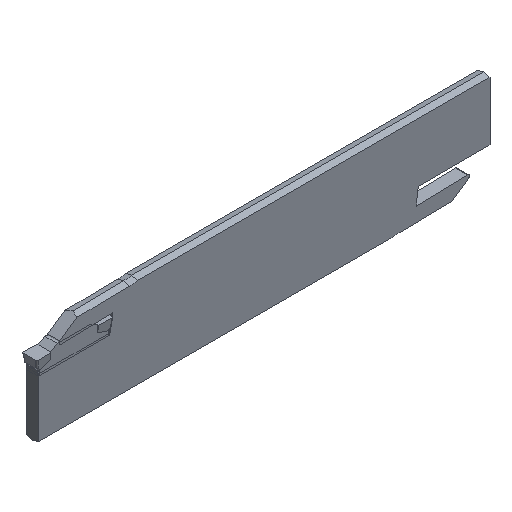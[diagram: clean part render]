
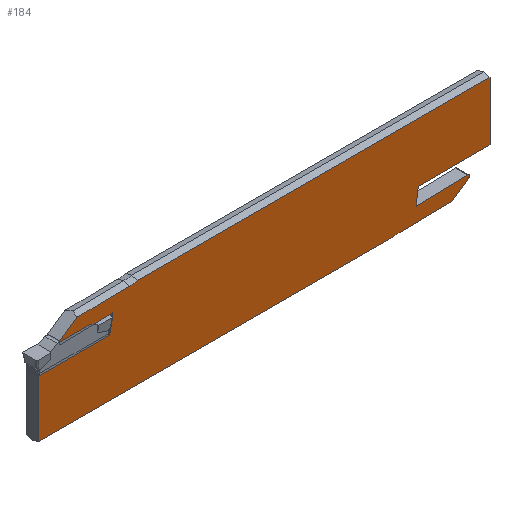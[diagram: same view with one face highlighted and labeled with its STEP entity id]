
A CAD part, isometric view. The second image highlights one B-rep face of the part: STEP entity #184.
In plain terms, the highlighted planar face has unit normal (0, -1, 0).
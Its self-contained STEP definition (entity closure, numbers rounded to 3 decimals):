
#128=CIRCLE('',#1453,25.534);
#129=CIRCLE('',#1454,0.6);
#130=CIRCLE('',#1455,25.534);
#131=CIRCLE('',#1456,0.6);
#184=ADVANCED_FACE('',(#304),#238,.T.);
#238=PLANE('',#1457);
#304=FACE_OUTER_BOUND('',#376,.T.);
#376=EDGE_LOOP('',(#650,#651,#652,#653,#654,#655,#656,#657,#658,#659,#660,
#661,#662,#663,#664,#665,#666,#667));
#650=ORIENTED_EDGE('',*,*,#1034,.T.);
#651=ORIENTED_EDGE('',*,*,#1035,.T.);
#652=ORIENTED_EDGE('',*,*,#1036,.T.);
#653=ORIENTED_EDGE('',*,*,#1037,.F.);
#654=ORIENTED_EDGE('',*,*,#1038,.T.);
#655=ORIENTED_EDGE('',*,*,#1039,.T.);
#656=ORIENTED_EDGE('',*,*,#1040,.T.);
#657=ORIENTED_EDGE('',*,*,#1041,.T.);
#658=ORIENTED_EDGE('',*,*,#1042,.T.);
#659=ORIENTED_EDGE('',*,*,#1043,.T.);
#660=ORIENTED_EDGE('',*,*,#1044,.F.);
#661=ORIENTED_EDGE('',*,*,#1045,.F.);
#662=ORIENTED_EDGE('',*,*,#1046,.F.);
#663=ORIENTED_EDGE('',*,*,#1047,.T.);
#664=ORIENTED_EDGE('',*,*,#1048,.T.);
#665=ORIENTED_EDGE('',*,*,#1049,.T.);
#666=ORIENTED_EDGE('',*,*,#1050,.T.);
#667=ORIENTED_EDGE('',*,*,#1051,.T.);
#866=VERTEX_POINT('',#2257);
#867=VERTEX_POINT('',#2258);
#868=VERTEX_POINT('',#2260);
#869=VERTEX_POINT('',#2262);
#870=VERTEX_POINT('',#2264);
#871=VERTEX_POINT('',#2266);
#872=VERTEX_POINT('',#2268);
#873=VERTEX_POINT('',#2270);
#874=VERTEX_POINT('',#2272);
#875=VERTEX_POINT('',#2274);
#876=VERTEX_POINT('',#2276);
#877=VERTEX_POINT('',#2278);
#878=VERTEX_POINT('',#2280);
#879=VERTEX_POINT('',#2282);
#880=VERTEX_POINT('',#2284);
#881=VERTEX_POINT('',#2286);
#882=VERTEX_POINT('',#2288);
#883=VERTEX_POINT('',#2290);
#1034=EDGE_CURVE('',#866,#867,#1182,.T.);
#1035=EDGE_CURVE('',#867,#868,#1183,.T.);
#1036=EDGE_CURVE('',#868,#869,#1184,.T.);
#1037=EDGE_CURVE('',#870,#869,#128,.T.);
#1038=EDGE_CURVE('',#870,#871,#1185,.T.);
#1039=EDGE_CURVE('',#871,#872,#1186,.T.);
#1040=EDGE_CURVE('',#872,#873,#129,.T.);
#1041=EDGE_CURVE('',#873,#874,#1187,.T.);
#1042=EDGE_CURVE('',#874,#875,#1188,.T.);
#1043=EDGE_CURVE('',#875,#876,#1189,.T.);
#1044=EDGE_CURVE('',#877,#876,#1190,.T.);
#1045=EDGE_CURVE('',#878,#877,#1191,.T.);
#1046=EDGE_CURVE('',#879,#878,#130,.T.);
#1047=EDGE_CURVE('',#879,#880,#1192,.T.);
#1048=EDGE_CURVE('',#880,#881,#1193,.T.);
#1049=EDGE_CURVE('',#881,#882,#131,.T.);
#1050=EDGE_CURVE('',#882,#883,#1194,.T.);
#1051=EDGE_CURVE('',#883,#866,#1195,.T.);
#1182=LINE('',#2256,#1320);
#1183=LINE('',#2259,#1321);
#1184=LINE('',#2261,#1322);
#1185=LINE('',#2265,#1323);
#1186=LINE('',#2267,#1324);
#1187=LINE('',#2271,#1325);
#1188=LINE('',#2273,#1326);
#1189=LINE('',#2275,#1327);
#1190=LINE('',#2277,#1328);
#1191=LINE('',#2279,#1329);
#1192=LINE('',#2283,#1330);
#1193=LINE('',#2285,#1331);
#1194=LINE('',#2289,#1332);
#1195=LINE('',#2291,#1333);
#1320=VECTOR('',#1715,1.);
#1321=VECTOR('',#1716,1.);
#1322=VECTOR('',#1717,1.);
#1323=VECTOR('',#1720,1.);
#1324=VECTOR('',#1721,1.);
#1325=VECTOR('',#1724,1.);
#1326=VECTOR('',#1725,1.);
#1327=VECTOR('',#1726,1.);
#1328=VECTOR('',#1727,1.);
#1329=VECTOR('',#1728,1.);
#1330=VECTOR('',#1731,1.);
#1331=VECTOR('',#1732,1.);
#1332=VECTOR('',#1735,1.);
#1333=VECTOR('',#1736,1.);
#1453=AXIS2_PLACEMENT_3D('',#2263,#1718,#1719);
#1454=AXIS2_PLACEMENT_3D('',#2269,#1722,#1723);
#1455=AXIS2_PLACEMENT_3D('',#2281,#1729,#1730);
#1456=AXIS2_PLACEMENT_3D('',#2287,#1733,#1734);
#1457=AXIS2_PLACEMENT_3D('',#2292,#1737,#1738);
#1715=DIRECTION('',(1.,0.,0.));
#1716=DIRECTION('',(0.,0.,1.));
#1717=DIRECTION('',(-1.,0.,0.));
#1718=DIRECTION('',(0.,-1.,0.));
#1719=DIRECTION('',(0.,0.,-1.));
#1720=DIRECTION('',(-1.,0.,-0.016));
#1721=DIRECTION('',(-0.819,0.,-0.574));
#1722=DIRECTION('',(0.,-1.,0.));
#1723=DIRECTION('',(0.,0.,-1.));
#1724=DIRECTION('',(1.,0.,0.026));
#1725=DIRECTION('',(-0.122,0.,-0.993));
#1726=DIRECTION('',(-1.,0.,0.));
#1727=DIRECTION('',(0.,0.,1.));
#1728=DIRECTION('',(-1.,0.,0.));
#1729=DIRECTION('',(0.,-1.,0.));
#1730=DIRECTION('',(0.,0.,1.));
#1731=DIRECTION('',(1.,0.,0.016));
#1732=DIRECTION('',(0.819,0.,0.574));
#1733=DIRECTION('',(0.,-1.,0.));
#1734=DIRECTION('',(0.,0.,1.));
#1735=DIRECTION('',(-1.,0.,-0.026));
#1736=DIRECTION('',(0.122,0.,0.993));
#1737=DIRECTION('',(0.,-1.,0.));
#1738=DIRECTION('',(0.,0.,-1.));
#2256=CARTESIAN_POINT('',(130.959,0.,-13.55));
#2257=CARTESIAN_POINT('',(126.146,0.,-13.55));
#2258=CARTESIAN_POINT('',(150.,0.,-13.55));
#2259=CARTESIAN_POINT('',(150.,0.,-23.928));
#2260=CARTESIAN_POINT('',(150.,0.,5.928));
#2261=CARTESIAN_POINT('',(150.,0.,5.928));
#2262=CARTESIAN_POINT('',(33.018,0.,5.928));
#2263=CARTESIAN_POINT('',(29.844,0.,31.264));
#2264=CARTESIAN_POINT('',(30.237,0.,5.733));
#2265=CARTESIAN_POINT('',(30.237,0.,5.733));
#2266=CARTESIAN_POINT('',(12.694,0.,5.458));
#2267=CARTESIAN_POINT('',(14.132,0.,6.464));
#2268=CARTESIAN_POINT('',(7.086,0.,1.531));
#2269=CARTESIAN_POINT('',(7.43,0.,1.039));
#2270=CARTESIAN_POINT('',(7.446,0.,0.439));
#2271=CARTESIAN_POINT('',(7.446,0.,0.439));
#2272=CARTESIAN_POINT('',(24.509,0.,0.886));
#2273=CARTESIAN_POINT('',(24.267,0.,-1.083));
#2274=CARTESIAN_POINT('',(23.854,0.,-4.45));
#2275=CARTESIAN_POINT('',(19.041,0.,-4.45));
#2276=CARTESIAN_POINT('',(0.,0.,-4.45));
#2277=CARTESIAN_POINT('',(0.,0.,-23.928));
#2278=CARTESIAN_POINT('',(0.,0.,-23.928));
#2279=CARTESIAN_POINT('',(150.,0.,-23.928));
#2280=CARTESIAN_POINT('',(116.982,0.,-23.928));
#2281=CARTESIAN_POINT('',(120.156,0.,-49.264));
#2282=CARTESIAN_POINT('',(119.763,0.,-23.733));
#2283=CARTESIAN_POINT('',(119.763,0.,-23.733));
#2284=CARTESIAN_POINT('',(137.306,0.,-23.458));
#2285=CARTESIAN_POINT('',(135.868,0.,-24.464));
#2286=CARTESIAN_POINT('',(142.914,0.,-19.531));
#2287=CARTESIAN_POINT('',(142.57,0.,-19.039));
#2288=CARTESIAN_POINT('',(142.554,0.,-18.439));
#2289=CARTESIAN_POINT('',(142.554,0.,-18.439));
#2290=CARTESIAN_POINT('',(125.491,0.,-18.886));
#2291=CARTESIAN_POINT('',(125.733,0.,-16.917));
#2292=CARTESIAN_POINT('',(150.,0.,-23.928));
